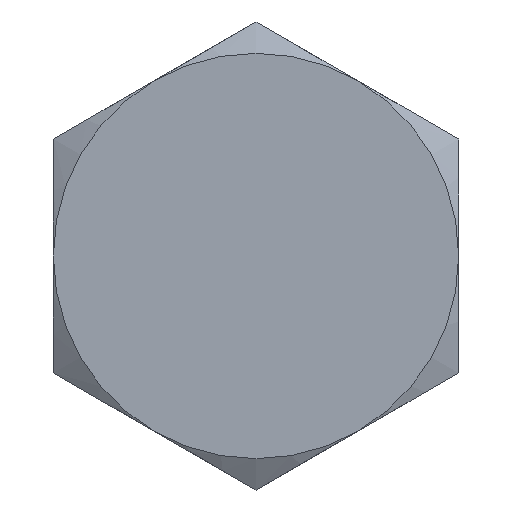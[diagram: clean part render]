
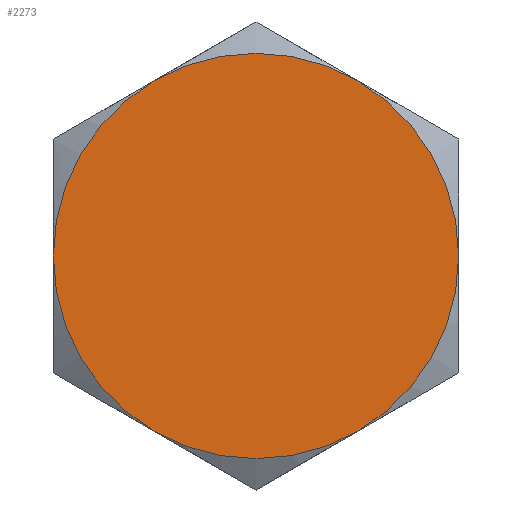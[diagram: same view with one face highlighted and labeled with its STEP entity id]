
A CAD part, front view. The second image highlights one B-rep face of the part: STEP entity #2273.
In plain terms, the highlighted planar face has unit normal (0, -1, 0).
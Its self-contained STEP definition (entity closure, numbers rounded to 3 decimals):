
#144 = ORIENTED_EDGE ( 'NONE', *, *, #315, .T. ) ;
#229 = CARTESIAN_POINT ( 'NONE',  ( 0., 0., 0. ) ) ;
#315 = EDGE_CURVE ( 'NONE', #5741, #6556, #6375, .T. ) ;
#349 = AXIS2_PLACEMENT_3D ( 'NONE', #5150, #1244, #6221 ) ;
#458 = AXIS2_PLACEMENT_3D ( 'NONE', #3872, #1108, #3209 ) ;
#837 = CIRCLE ( 'NONE', #2611, 7. ) ;
#967 = EDGE_CURVE ( 'NONE', #5263, #3430, #3773, .T. ) ;
#991 = CARTESIAN_POINT ( 'NONE',  ( 0., 0., 0. ) ) ;
#1108 = DIRECTION ( 'NONE',  ( 0., -1., 0. ) ) ;
#1209 = CARTESIAN_POINT ( 'NONE',  ( 0., 0., 0. ) ) ;
#1244 = DIRECTION ( 'NONE',  ( 0., -1., 0. ) ) ;
#1391 = CARTESIAN_POINT ( 'NONE',  ( 7., 0., 0. ) ) ;
#1541 = DIRECTION ( 'NONE',  ( 0., 0., 1. ) ) ;
#1655 = AXIS2_PLACEMENT_3D ( 'NONE', #991, #7205, #1541 ) ;
#1972 = ORIENTED_EDGE ( 'NONE', *, *, #6739, .T. ) ;
#2099 = PLANE ( 'NONE',  #1655 ) ;
#2273 = ADVANCED_FACE ( 'NONE', ( #5072 ), #2099, .F. ) ;
#2350 = ORIENTED_EDGE ( 'NONE', *, *, #3572, .T. ) ;
#2361 = DIRECTION ( 'NONE',  ( 0., -1., 0. ) ) ;
#2397 = DIRECTION ( 'NONE',  ( 0., 0., -1. ) ) ;
#2459 = DIRECTION ( 'NONE',  ( 0., 0., -1. ) ) ;
#2473 = CARTESIAN_POINT ( 'NONE',  ( 3.5, 0., 6.062 ) ) ;
#2526 = DIRECTION ( 'NONE',  ( 0., -1., 0. ) ) ;
#2537 = DIRECTION ( 'NONE',  ( 0., -1., 0. ) ) ;
#2611 = AXIS2_PLACEMENT_3D ( 'NONE', #229, #2537, #4163 ) ;
#2932 = CARTESIAN_POINT ( 'NONE',  ( -3.5, 0., -6.062 ) ) ;
#2935 = DIRECTION ( 'NONE',  ( 0., -1., 0. ) ) ;
#2937 = EDGE_CURVE ( 'NONE', #7049, #5263, #5315, .T. ) ;
#3043 = CARTESIAN_POINT ( 'NONE',  ( 3.5, 0., -6.062 ) ) ;
#3209 = DIRECTION ( 'NONE',  ( 0., 0., -1. ) ) ;
#3430 = VERTEX_POINT ( 'NONE', #7307 ) ;
#3572 = EDGE_CURVE ( 'NONE', #6556, #4228, #5546, .T. ) ;
#3773 = CIRCLE ( 'NONE', #6858, 7. ) ;
#3872 = CARTESIAN_POINT ( 'NONE',  ( 0., 0., 0. ) ) ;
#4016 = CIRCLE ( 'NONE', #5799, 7. ) ;
#4163 = DIRECTION ( 'NONE',  ( 0., 0., -1. ) ) ;
#4228 = VERTEX_POINT ( 'NONE', #1391 ) ;
#4341 = ORIENTED_EDGE ( 'NONE', *, *, #6427, .T. ) ;
#5066 = AXIS2_PLACEMENT_3D ( 'NONE', #5258, #2526, #2459 ) ;
#5072 = FACE_OUTER_BOUND ( 'NONE', #6818, .T. ) ;
#5150 = CARTESIAN_POINT ( 'NONE',  ( 0., 0., 0. ) ) ;
#5258 = CARTESIAN_POINT ( 'NONE',  ( 0., 0., 0. ) ) ;
#5263 = VERTEX_POINT ( 'NONE', #6411 ) ;
#5315 = CIRCLE ( 'NONE', #5066, 7. ) ;
#5546 = CIRCLE ( 'NONE', #349, 7. ) ;
#5741 = VERTEX_POINT ( 'NONE', #2932 ) ;
#5799 = AXIS2_PLACEMENT_3D ( 'NONE', #1209, #2935, #2397 ) ;
#5993 = ORIENTED_EDGE ( 'NONE', *, *, #967, .T. ) ;
#6221 = DIRECTION ( 'NONE',  ( 0., 0., -1. ) ) ;
#6375 = CIRCLE ( 'NONE', #458, 7. ) ;
#6411 = CARTESIAN_POINT ( 'NONE',  ( -3.5, 0., 6.062 ) ) ;
#6427 = EDGE_CURVE ( 'NONE', #3430, #5741, #4016, .T. ) ;
#6556 = VERTEX_POINT ( 'NONE', #3043 ) ;
#6739 = EDGE_CURVE ( 'NONE', #4228, #7049, #837, .T. ) ;
#6791 = CARTESIAN_POINT ( 'NONE',  ( 0., 0., 0. ) ) ;
#6818 = EDGE_LOOP ( 'NONE', ( #1972, #6940, #5993, #4341, #144, #2350 ) ) ;
#6858 = AXIS2_PLACEMENT_3D ( 'NONE', #6791, #2361, #7316 ) ;
#6940 = ORIENTED_EDGE ( 'NONE', *, *, #2937, .T. ) ;
#7049 = VERTEX_POINT ( 'NONE', #2473 ) ;
#7205 = DIRECTION ( 'NONE',  ( 0., 1., 0. ) ) ;
#7307 = CARTESIAN_POINT ( 'NONE',  ( -7., 0., 0. ) ) ;
#7316 = DIRECTION ( 'NONE',  ( 0., 0., -1. ) ) ;
